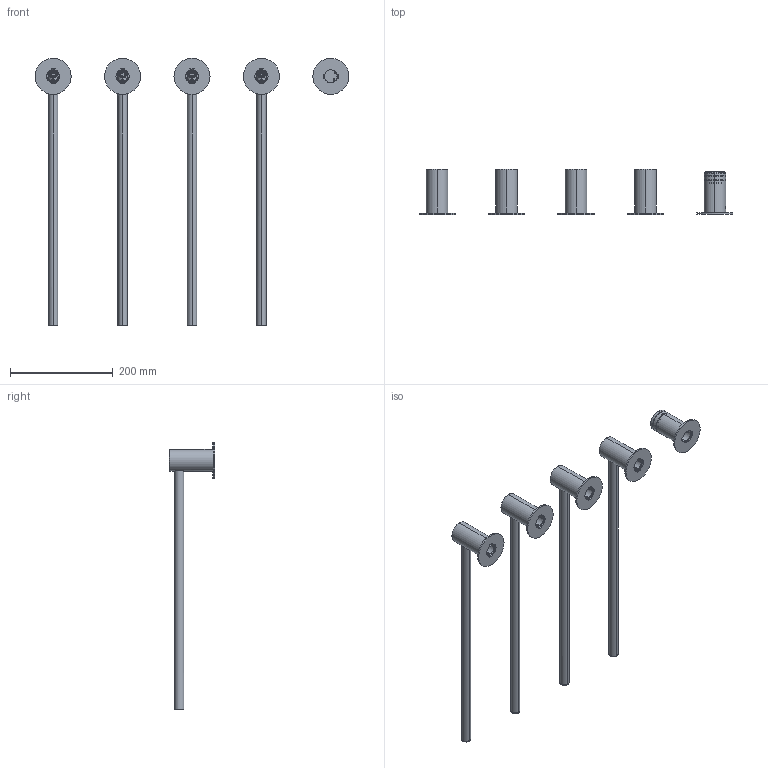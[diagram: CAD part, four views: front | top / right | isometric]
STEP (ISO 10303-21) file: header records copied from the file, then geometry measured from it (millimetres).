
FILE_DESCRIPTION((''),'2;1');
FILE_NAME('A354_ASM','2023-12-21T20:02:18',('dell'),(''),'CREO PARAMETRIC BY PTC INC, 2019224','CREO PARAMETRIC BY PTC INC, 2019224','');
FILE_SCHEMA(('CONFIG_CONTROL_DESIGN'));
Length unit declared in the file: millimetre
Products named in the file (25): 250002_ASM_6_1_ASM_1_ASM; 250001_ASM_12_1_ASM_1_ASM; 7835310300_7_1_1; 7835351100_4_1_1; A3004_45_1_1; M5X100001_5_1_1; D40-O00_8_1_2_1; A353_01_ASM_14_1_ASM_1_ASM; HV-00_ASM_8_1_2_ASM_1_ASM; 7835322300_8_1_1; A353-00-20_ASM_10_1_ASM_1_ASM; 7835314101_4_1_1; 7835372100_4_1_1; M5X6_GB-T-78_1_1_2_1; 7835370300_ASM_5_1_ASM_1_ASM; A353_00_ASM_11_1_ASM_1_ASM; EE-04_6_1_2_1; EE-44_ASM_8_1_2_ASM_1_ASM; EE-22_3_1_2_1; EE-22_ASM_5_1_2_ASM_1_ASM; A354_ASM_31_1_ASM_1_ASM; EE-44_ASM_8_1_ASM_1_ASM_1_ASM; 354_ASM_1_ASM; ASM0020_ASM_1_ASM; A354_ASM
Assembly tree (32 placements, depth 6):
  A354_ASM
    ASM0020_ASM_1_ASM
      A354_ASM_31_1_ASM_1_ASM
        A353_01_ASM_14_1_ASM_1_ASM
          250001_ASM_12_1_ASM_1_ASM
            250002_ASM_6_1_ASM_1_ASM
          7835310300_7_1_1
          7835351100_4_1_1
          A3004_45_1_1
          M5X100001_5_1_1
          D40-O00_8_1_2_1  x2
        HV-00_ASM_8_1_2_ASM_1_ASM
        A353_00_ASM_11_1_ASM_1_ASM  x4
          A353-00-20_ASM_10_1_ASM_1_ASM
            7835322300_8_1_1
          7835310300_7_1_1
          7835370300_ASM_5_1_ASM_1_ASM
            7835314101_4_1_1
            7835372100_4_1_1
            M5X6_GB-T-78_1_1_2_1
          M5X100001_5_1_1
        EE-44_ASM_8_1_2_ASM_1_ASM
          EE-04_6_1_2_1
        EE-22_ASM_5_1_2_ASM_1_ASM  x3
          EE-22_3_1_2_1
      354_ASM_1_ASM
        EE-44_ASM_8_1_ASM_1_ASM_1_ASM
Bounding box: 610 x 88 x 520 mm (x, y, z)
Volume: 561143.3 mm3; surface area: 375432.4 mm2
Topology: 34 solids, 43 shells, 1271 faces, 3385 edges, 2243 vertices
Faces by surface type: cylinder 502, plane 486, cone 144, bspline 118, torus 16, extrusion 5
Entity records: 27809 total; most frequent: CARTESIAN_POINT 12184, DIRECTION 3272, ORIENTED_EDGE 3138, EDGE_CURVE 1575, AXIS2_PLACEMENT_3D 1270, VERTEX_POINT 1070, VECTOR 732, LINE 731
